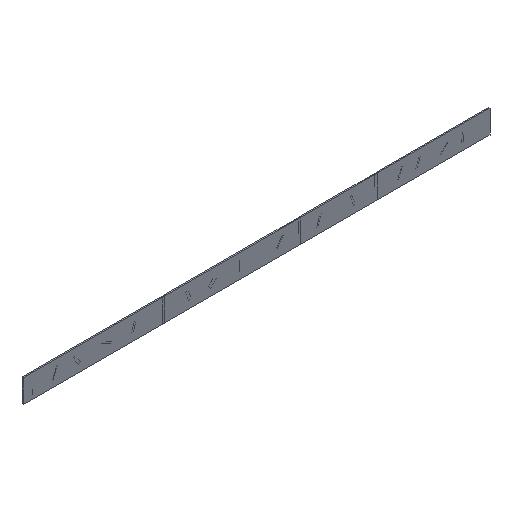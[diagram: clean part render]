
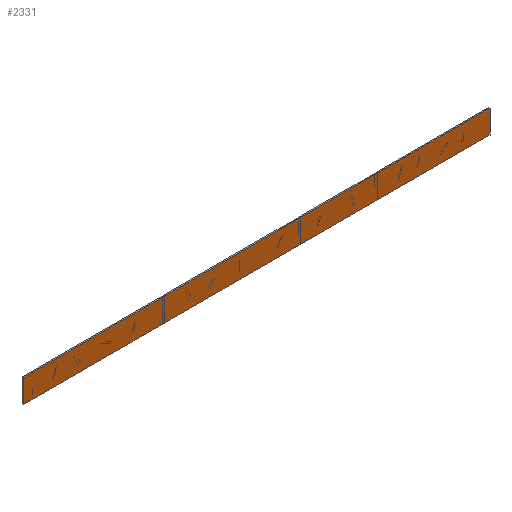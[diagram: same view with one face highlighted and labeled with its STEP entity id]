
A CAD part, isometric view. The second image highlights one B-rep face of the part: STEP entity #2331.
In plain terms, the highlighted planar face has unit normal (0, -1, 0).
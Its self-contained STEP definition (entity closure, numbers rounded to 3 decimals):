
#204 = DIRECTION ( 'NONE',  ( 1., 0., 0. ) ) ;
#337 = CARTESIAN_POINT ( 'NONE',  ( -20000., 0., -1000. ) ) ;
#375 = DIRECTION ( 'NONE',  ( 0., 0., 1. ) ) ;
#417 = VECTOR ( 'NONE', #592, 1000. ) ;
#592 = DIRECTION ( 'NONE',  ( 0., 0., -1. ) ) ;
#635 = LINE ( 'NONE', #337, #3268 ) ;
#1052 = VECTOR ( 'NONE', #1364, 1000. ) ;
#1096 = EDGE_CURVE ( 'NONE', #1962, #2471, #2725, .T. ) ;
#1097 = LINE ( 'NONE', #2248, #3074 ) ;
#1304 = ORIENTED_EDGE ( 'NONE', *, *, #1314, .F. ) ;
#1314 = EDGE_CURVE ( 'NONE', #2471, #3527, #3556, .T. ) ;
#1318 = ORIENTED_EDGE ( 'NONE', *, *, #1700, .F. ) ;
#1364 = DIRECTION ( 'NONE',  ( -1., 0., 0. ) ) ;
#1397 = CARTESIAN_POINT ( 'NONE',  ( -20000., 0., -1000. ) ) ;
#1421 = ORIENTED_EDGE ( 'NONE', *, *, #1096, .F. ) ;
#1700 = EDGE_CURVE ( 'NONE', #2221, #1962, #1097, .T. ) ;
#1722 = PLANE ( 'NONE',  #2257 ) ;
#1961 = CARTESIAN_POINT ( 'NONE',  ( -20000., 0., 1000. ) ) ;
#1962 = VERTEX_POINT ( 'NONE', #3874 ) ;
#2115 = FACE_OUTER_BOUND ( 'NONE', #3577, .T. ) ;
#2221 = VERTEX_POINT ( 'NONE', #1961 ) ;
#2248 = CARTESIAN_POINT ( 'NONE',  ( -20000., 0., 1000. ) ) ;
#2257 = AXIS2_PLACEMENT_3D ( 'NONE', #3328, #3346, #2707 ) ;
#2331 = ADVANCED_FACE ( 'NONE', ( #2115 ), #1722, .F. ) ;
#2357 = EDGE_CURVE ( 'NONE', #3527, #2221, #635, .T. ) ;
#2471 = VERTEX_POINT ( 'NONE', #3765 ) ;
#2707 = DIRECTION ( 'NONE',  ( 0., 0., 1. ) ) ;
#2725 = LINE ( 'NONE', #3645, #417 ) ;
#2809 = CARTESIAN_POINT ( 'NONE',  ( -20000., 0., -1000. ) ) ;
#3074 = VECTOR ( 'NONE', #204, 1000. ) ;
#3268 = VECTOR ( 'NONE', #375, 1000. ) ;
#3328 = CARTESIAN_POINT ( 'NONE',  ( 0., 0., 0. ) ) ;
#3346 = DIRECTION ( 'NONE',  ( 0., 1., 0. ) ) ;
#3527 = VERTEX_POINT ( 'NONE', #2809 ) ;
#3556 = LINE ( 'NONE', #1397, #1052 ) ;
#3577 = EDGE_LOOP ( 'NONE', ( #1421, #1318, #3592, #1304 ) ) ;
#3592 = ORIENTED_EDGE ( 'NONE', *, *, #2357, .F. ) ;
#3645 = CARTESIAN_POINT ( 'NONE',  ( 20000., 0., -1000. ) ) ;
#3765 = CARTESIAN_POINT ( 'NONE',  ( 20000., 0., -1000. ) ) ;
#3874 = CARTESIAN_POINT ( 'NONE',  ( 20000., 0., 1000. ) ) ;
